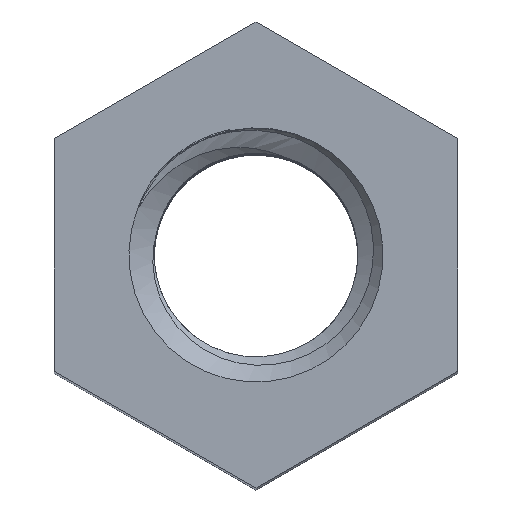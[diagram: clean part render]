
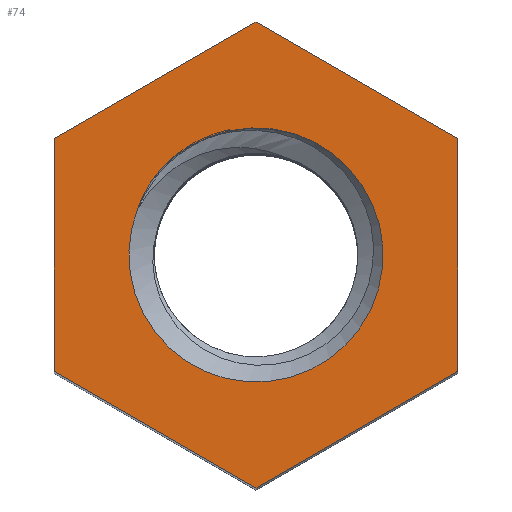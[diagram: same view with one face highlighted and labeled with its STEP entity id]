
A CAD part, top view. The second image highlights one B-rep face of the part: STEP entity #74.
In plain terms, the highlighted planar face has unit normal (0, 0, 1).
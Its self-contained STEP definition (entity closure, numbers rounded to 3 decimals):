
#74=ADVANCED_FACE('',(#482,#484),#486,.T.);
#482=FACE_BOUND('',#483,.T.);
#483=EDGE_LOOP('',(#15683,#15684,#15685,#15686,#15687,#15688));
#484=FACE_BOUND('',#485,.T.);
#485=EDGE_LOOP('',(#15689,#15690));
#486=PLANE('',#487);
#487=AXIS2_PLACEMENT_3D('',#488,#489,#490);
#488=CARTESIAN_POINT('',(0.,0.,12.));
#489=DIRECTION('',(0.,0.,1.));
#490=DIRECTION('',(-1.,0.,0.));
#15683=ORIENTED_EDGE('',*,*,#15941,.T.);
#15684=ORIENTED_EDGE('',*,*,#15942,.T.);
#15685=ORIENTED_EDGE('',*,*,#15943,.T.);
#15686=ORIENTED_EDGE('',*,*,#15944,.T.);
#15687=ORIENTED_EDGE('',*,*,#15945,.T.);
#15688=ORIENTED_EDGE('',*,*,#15946,.T.);
#15689=ORIENTED_EDGE('',*,*,#15947,.T.);
#15690=ORIENTED_EDGE('',*,*,#15931,.T.);
#15931=EDGE_CURVE('',#16063,#16061,#16064,.F.);
#15941=EDGE_CURVE('',#16082,#16083,#16084,.T.);
#15942=EDGE_CURVE('',#16083,#16085,#16086,.T.);
#15943=EDGE_CURVE('',#16085,#16087,#16088,.T.);
#15944=EDGE_CURVE('',#16087,#16089,#16090,.T.);
#15945=EDGE_CURVE('',#16089,#16091,#16092,.T.);
#15946=EDGE_CURVE('',#16091,#16082,#16093,.T.);
#15947=EDGE_CURVE('',#16061,#16063,#16094,.F.);
#16061=VERTEX_POINT('',#16291);
#16063=VERTEX_POINT('',#16303);
#16064=CIRCLE('',#16304,1.26);
#16082=VERTEX_POINT('',#16464);
#16083=VERTEX_POINT('',#16465);
#16084=LINE('',#16466,#16467);
#16085=VERTEX_POINT('',#16469);
#16086=LINE('',#16470,#16471);
#16087=VERTEX_POINT('',#16473);
#16088=LINE('',#16474,#16475);
#16089=VERTEX_POINT('',#16477);
#16090=LINE('',#16478,#16479);
#16091=VERTEX_POINT('',#16481);
#16092=LINE('',#16482,#16483);
#16093=LINE('',#16485,#16486);
#16094=B_SPLINE_CURVE_WITH_KNOTS('',3,
(#16488,#16489,#16490,#16491,#16492,#16493,#16494,#16495,#16496,#16497,#16498,#16499,
#16500,#16501,#16502,#16503,#16504,#16505,#16506,#16507),
.UNSPECIFIED.,.F.,.F.,
(4,1,1,1,1,1,1,1,1,1,1,1,1,1,1,1,1,4),
(0.,0.068,0.102,0.204,0.207,0.317,
0.352,0.433,0.514,0.553,0.667,
0.684,0.773,0.848,0.859,0.935,
0.963,1.),
.UNSPECIFIED.);
#16291=CARTESIAN_POINT('',(-1.173,0.46,12.));
#16303=CARTESIAN_POINT('',(-0.656,1.076,12.));
#16304=AXIS2_PLACEMENT_3D('',#16305,#16306,#16307);
#16305=CARTESIAN_POINT('',(0.,0.,12.));
#16306=DIRECTION('',(0.,0.,1.));
#16307=DIRECTION('',(-0.931,0.365,0.));
#16464=CARTESIAN_POINT('',(0.,-2.309,12.));
#16465=CARTESIAN_POINT('',(2.,-1.155,12.));
#16466=CARTESIAN_POINT('',(0.,-2.309,12.));
#16467=VECTOR('',#16468,1.);
#16468=DIRECTION('',(0.866,0.5,0.));
#16469=CARTESIAN_POINT('',(2.,1.155,12.));
#16470=CARTESIAN_POINT('',(2.,-1.155,12.));
#16471=VECTOR('',#16472,1.);
#16472=DIRECTION('',(0.,1.,0.));
#16473=CARTESIAN_POINT('',(0.,2.309,12.));
#16474=CARTESIAN_POINT('',(2.,1.155,12.));
#16475=VECTOR('',#16476,1.);
#16476=DIRECTION('',(-0.866,0.5,0.));
#16477=CARTESIAN_POINT('',(-2.,1.155,12.));
#16478=CARTESIAN_POINT('',(0.,2.309,12.));
#16479=VECTOR('',#16480,1.);
#16480=DIRECTION('',(-0.866,-0.5,0.));
#16481=CARTESIAN_POINT('',(-2.,-1.155,12.));
#16482=CARTESIAN_POINT('',(-2.,1.155,12.));
#16483=VECTOR('',#16484,1.);
#16484=DIRECTION('',(0.,-1.,0.));
#16485=CARTESIAN_POINT('',(-2.,-1.155,12.));
#16486=VECTOR('',#16487,1.);
#16487=DIRECTION('',(0.866,-0.5,0.));
#16488=CARTESIAN_POINT('',(-0.656,1.076,12.));
#16489=CARTESIAN_POINT('',(-0.673,1.067,12.));
#16490=CARTESIAN_POINT('',(-0.697,1.053,12.));
#16491=CARTESIAN_POINT('',(-0.745,1.023,12.));
#16492=CARTESIAN_POINT('',(-0.776,1.001,12.));
#16493=CARTESIAN_POINT('',(-0.823,0.965,12.));
#16494=CARTESIAN_POINT('',(-0.853,0.939,12.));
#16495=CARTESIAN_POINT('',(-0.899,0.897,12.));
#16496=CARTESIAN_POINT('',(-0.937,0.858,12.));
#16497=CARTESIAN_POINT('',(-0.973,0.816,12.));
#16498=CARTESIAN_POINT('',(-1.013,0.766,12.));
#16499=CARTESIAN_POINT('',(-1.04,0.728,12.));
#16500=CARTESIAN_POINT('',(-1.073,0.678,12.));
#16501=CARTESIAN_POINT('',(-1.098,0.635,12.));
#16502=CARTESIAN_POINT('',(-1.119,0.592,12.));
#16503=CARTESIAN_POINT('',(-1.138,0.551,12.));
#16504=CARTESIAN_POINT('',(-1.151,0.522,12.));
#16505=CARTESIAN_POINT('',(-1.164,0.486,12.));
#16506=CARTESIAN_POINT('',(-1.17,0.469,12.));
#16507=CARTESIAN_POINT('',(-1.173,0.46,12.));
